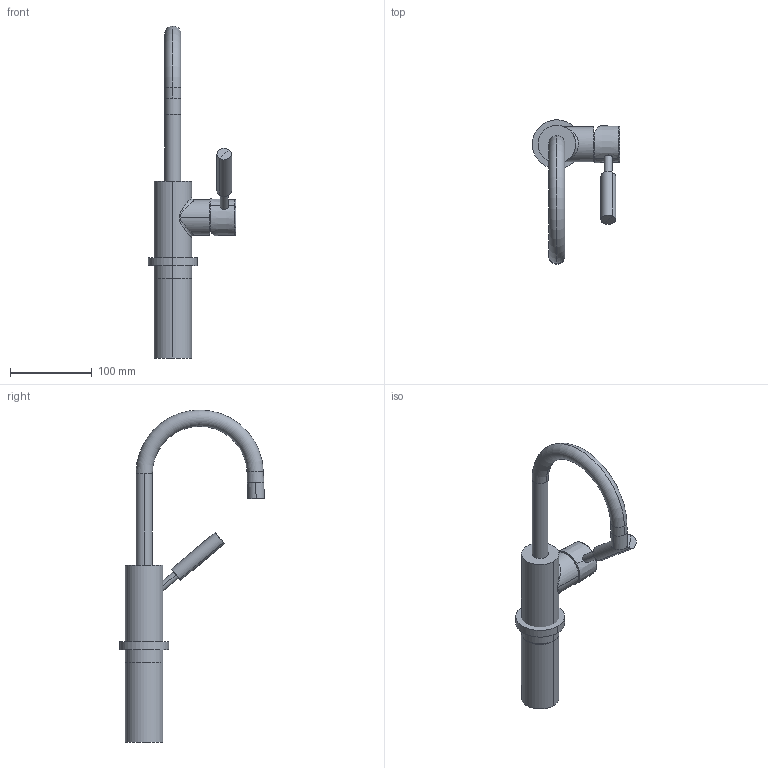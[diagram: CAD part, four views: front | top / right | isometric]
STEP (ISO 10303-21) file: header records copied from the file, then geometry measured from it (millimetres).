
FILE_DESCRIPTION (( 'STEP AP214' ), '1' );
FILE_NAME ('33500882.STEP', '2022-05-20T08:54:28', ( '' ), ( '' ), 'SwSTEP 2.0', 'SolidWorks 2020', '' );
FILE_SCHEMA (( 'AUTOMOTIVE_DESIGN' ));
Length unit declared in the file: millimetre
Products named in the file (8): 33500882; Planungsmodell_Koerper-+-09.19.88.020.90-01_ _K18_46x216,5_43x45x172; Planungsmodell_Ring-+-09.28.10.055.90-01_09281005594; Planungsmodell_Unterteil-+-09.20.88.040-1; Planungsmodell_Huelse-+-09.23.01.028.90-1; Planungsmodell_Nippel-+-09.24.04.048.90-01_09240404894; Planungsmodell_Rohr-+-09.28.22.217.90-1; Planungsmodell_Griff-+-09.20.89.005.90-01_09208900594
Assembly tree (7 placements, depth 2):
  33500882
    Planungsmodell_Griff-+-09.20.89.005.90-01_09208900594
    Planungsmodell_Koerper-+-09.19.88.020.90-01_ _K18_46x216,5_43x45x172
    Planungsmodell_Ring-+-09.28.10.055.90-01_09281005594
    Planungsmodell_Unterteil-+-09.20.88.040-1
    Planungsmodell_Nippel-+-09.24.04.048.90-01_09240404894
    Planungsmodell_Rohr-+-09.28.22.217.90-1
    Planungsmodell_Huelse-+-09.23.01.028.90-1
Bounding box: 107 x 177.09 x 406.49 mm (x, y, z)
Volume: 601307.6 mm3; surface area: 81971.1 mm2
Topology: 7 solids, 7 shells, 49 faces, 89 edges, 57 vertices
Faces by surface type: cylinder 20, plane 17, torus 4, cone 4, sphere 2, bspline 2
Entity records: 2428 total; most frequent: CARTESIAN_POINT 941, DIRECTION 251, ORIENTED_EDGE 178, AXIS2_PLACEMENT_3D 113, EDGE_CURVE 89, VERTEX_POINT 57, CIRCLE 56, EDGE_LOOP 52
